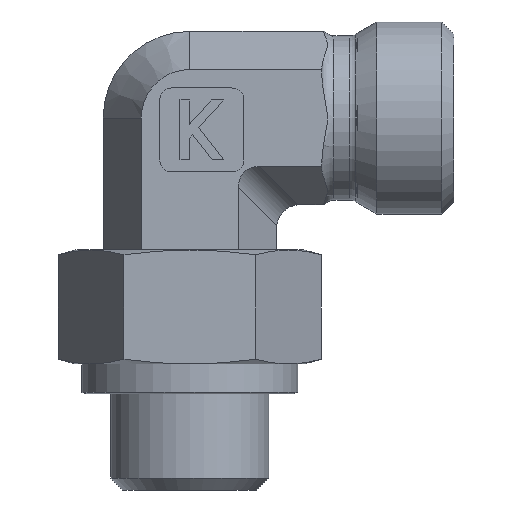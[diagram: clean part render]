
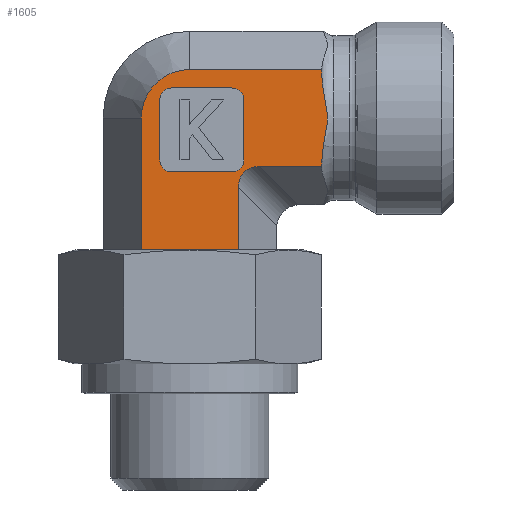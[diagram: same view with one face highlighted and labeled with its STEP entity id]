
A CAD part, left-side view. The second image highlights one B-rep face of the part: STEP entity #1605.
In plain terms, the highlighted planar face has unit normal (-1, 0, 0).
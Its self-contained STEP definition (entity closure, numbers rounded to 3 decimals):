
#387=CARTESIAN_POINT('',(-7.,4.041,1.));
#388=VERTEX_POINT('',#387);
#389=CARTESIAN_POINT('',(-7.,0.,1.));
#390=VERTEX_POINT('',#389);
#391=CARTESIAN_POINT('',(-7.,4.041,1.));
#392=DIRECTION('',(0.0,-1.0,0.0));
#393=VECTOR('',#392,4.041);
#394=LINE('',#391,#393);
#395=EDGE_CURVE('',#388,#390,#394,.T.);
#418=CARTESIAN_POINT('',(-7.,-4.041,1.));
#419=VERTEX_POINT('',#418);
#428=CARTESIAN_POINT('',(-7.,0.,1.));
#429=DIRECTION('',(0.0,-1.0,0.0));
#430=VECTOR('',#429,4.041);
#431=LINE('',#428,#430);
#432=EDGE_CURVE('',#390,#419,#431,.T.);
#920=CARTESIAN_POINT('',(-7.,-11.,15.553));
#921=VERTEX_POINT('',#920);
#929=CARTESIAN_POINT('',(-7.,-11.,8.447));
#930=VERTEX_POINT('',#929);
#931=CARTESIAN_POINT('',(-7.,-11.,8.447));
#932=CARTESIAN_POINT('',(-7.,-11.,8.846));
#933=CARTESIAN_POINT('',(-7.,-11.058,9.322));
#934=CARTESIAN_POINT('',(-7.,-11.25,10.431));
#935=CARTESIAN_POINT('',(-7.,-11.473,11.273));
#936=CARTESIAN_POINT('',(-7.,-11.473,12.727));
#937=CARTESIAN_POINT('',(-7.,-11.25,13.569));
#938=CARTESIAN_POINT('',(-7.,-11.058,14.678));
#939=CARTESIAN_POINT('',(-7.,-11.,15.154));
#940=CARTESIAN_POINT('',(-7.,-11.,15.553));
#941=B_SPLINE_CURVE_WITH_KNOTS('',3,(#931,#932,#933,#934,#935,#936,#937,#938,#939,#940),.UNSPECIFIED.,.F.,.U.,(4,2,2,2,4),(0.775,0.894,1.112,1.33,1.45),.UNSPECIFIED.);
#942=EDGE_CURVE('',#930,#921,#941,.T.);
#1405=CARTESIAN_POINT('',(-7.,0.,16.041));
#1406=VERTEX_POINT('',#1405);
#1413=CARTESIAN_POINT('',(-7.,-11.,16.041));
#1414=VERTEX_POINT('',#1413);
#1415=CARTESIAN_POINT('',(-7.,0.,16.041));
#1416=DIRECTION('',(0.0,-1.0,0.0));
#1417=VECTOR('',#1416,11.0);
#1418=LINE('',#1415,#1417);
#1419=EDGE_CURVE('',#1406,#1414,#1418,.T.);
#1436=CARTESIAN_POINT('',(-7.,-11.,7.959));
#1437=VERTEX_POINT('',#1436);
#1444=CARTESIAN_POINT('',(-7.,-5.774,7.959));
#1445=VERTEX_POINT('',#1444);
#1446=CARTESIAN_POINT('',(-7.,-5.774,7.959));
#1447=DIRECTION('',(0.0,-1.0,0.0));
#1448=VECTOR('',#1447,5.226);
#1449=LINE('',#1446,#1448);
#1450=EDGE_CURVE('',#1445,#1437,#1449,.T.);
#1481=CARTESIAN_POINT('',(-7.,-4.041,0.0));
#1482=DIRECTION('',(-1.0,0.0,0.0));
#1483=DIRECTION('',(0.0,0.0,1.0));
#1484=AXIS2_PLACEMENT_3D('',#1481,#1482,#1483);
#1485=PLANE('',#1484);
#1486=ORIENTED_EDGE('',*,*,#432,.T.);
#1487=CARTESIAN_POINT('',(-7.,-4.041,6.226));
#1488=VERTEX_POINT('',#1487);
#1489=CARTESIAN_POINT('',(-7.,-4.041,1.));
#1490=DIRECTION('',(0.0,0.0,1.0));
#1491=VECTOR('',#1490,5.226);
#1492=LINE('',#1489,#1491);
#1493=EDGE_CURVE('',#419,#1488,#1492,.T.);
#1494=ORIENTED_EDGE('',*,*,#1493,.T.);
#1495=CARTESIAN_POINT('',(-7.,-6.351,5.649));
#1496=DIRECTION('',(-1.0,0.0,0.0));
#1497=DIRECTION('',(0.0,0.707,0.707));
#1498=AXIS2_PLACEMENT_3D('',#1495,#1496,#1497);
#1499=ELLIPSE('',#1498,2.582,2.0);
#1500=EDGE_CURVE('',#1445,#1488,#1499,.T.);
#1501=ORIENTED_EDGE('',*,*,#1500,.F.);
#1502=ORIENTED_EDGE('',*,*,#1450,.T.);
#1503=CARTESIAN_POINT('',(-7.,-11.,7.959));
#1504=DIRECTION('',(0.0,0.0,1.0));
#1505=VECTOR('',#1504,0.489);
#1506=LINE('',#1503,#1505);
#1507=EDGE_CURVE('',#1437,#930,#1506,.T.);
#1508=ORIENTED_EDGE('',*,*,#1507,.T.);
#1509=ORIENTED_EDGE('',*,*,#942,.T.);
#1510=CARTESIAN_POINT('',(-7.,-11.,15.553));
#1511=DIRECTION('',(0.0,0.0,1.0));
#1512=VECTOR('',#1511,0.489);
#1513=LINE('',#1510,#1512);
#1514=EDGE_CURVE('',#921,#1414,#1513,.T.);
#1515=ORIENTED_EDGE('',*,*,#1514,.T.);
#1516=ORIENTED_EDGE('',*,*,#1419,.F.);
#1517=CARTESIAN_POINT('',(-7.,4.041,12.));
#1518=VERTEX_POINT('',#1517);
#1519=CARTESIAN_POINT('',(-7.,0.,12.));
#1520=DIRECTION('',(-1.0,0.0,0.0));
#1521=DIRECTION('',(0.0,0.0,1.0));
#1522=AXIS2_PLACEMENT_3D('',#1519,#1520,#1521);
#1523=CIRCLE('',#1522,4.041);
#1524=EDGE_CURVE('',#1406,#1518,#1523,.T.);
#1525=ORIENTED_EDGE('',*,*,#1524,.T.);
#1526=CARTESIAN_POINT('',(-7.,4.041,1.));
#1527=DIRECTION('',(0.0,0.0,1.0));
#1528=VECTOR('',#1527,11.);
#1529=LINE('',#1526,#1528);
#1530=EDGE_CURVE('',#388,#1518,#1529,.T.);
#1531=ORIENTED_EDGE('',*,*,#1530,.F.);
#1532=ORIENTED_EDGE('',*,*,#395,.T.);
#1533=EDGE_LOOP('',(#1486,#1494,#1501,#1502,#1508,#1509,#1515,#1516,#1525,#1531,#1532));
#1534=FACE_OUTER_BOUND('',#1533,.T.);
#1535=CARTESIAN_POINT('',(-7.,-3.5,7.5));
#1536=VERTEX_POINT('',#1535);
#1537=CARTESIAN_POINT('',(-7.,1.5,7.5));
#1538=VERTEX_POINT('',#1537);
#1539=CARTESIAN_POINT('',(-7.,-3.5,7.5));
#1540=DIRECTION('',(0.0,1.0,0.0));
#1541=VECTOR('',#1540,5.);
#1542=LINE('',#1539,#1541);
#1543=EDGE_CURVE('',#1536,#1538,#1542,.T.);
#1544=ORIENTED_EDGE('',*,*,#1543,.T.);
#1545=CARTESIAN_POINT('',(-7.,2.5,8.5));
#1546=VERTEX_POINT('',#1545);
#1547=CARTESIAN_POINT('',(-7.,1.5,8.5));
#1548=DIRECTION('',(-1.0,0.0,0.0));
#1549=DIRECTION('',(0.0,0.707,-0.707));
#1550=AXIS2_PLACEMENT_3D('',#1547,#1548,#1549);
#1551=CIRCLE('',#1550,1.0);
#1552=EDGE_CURVE('',#1546,#1538,#1551,.T.);
#1553=ORIENTED_EDGE('',*,*,#1552,.F.);
#1554=CARTESIAN_POINT('',(-7.,2.5,13.5));
#1555=VERTEX_POINT('',#1554);
#1556=CARTESIAN_POINT('',(-7.,2.5,8.5));
#1557=DIRECTION('',(0.0,0.0,1.0));
#1558=VECTOR('',#1557,5.);
#1559=LINE('',#1556,#1558);
#1560=EDGE_CURVE('',#1546,#1555,#1559,.T.);
#1561=ORIENTED_EDGE('',*,*,#1560,.T.);
#1562=CARTESIAN_POINT('',(-7.,1.5,14.5));
#1563=VERTEX_POINT('',#1562);
#1564=CARTESIAN_POINT('',(-7.,1.5,13.5));
#1565=DIRECTION('',(-1.0,0.0,0.0));
#1566=DIRECTION('',(0.0,0.707,0.707));
#1567=AXIS2_PLACEMENT_3D('',#1564,#1565,#1566);
#1568=CIRCLE('',#1567,1.0);
#1569=EDGE_CURVE('',#1563,#1555,#1568,.T.);
#1570=ORIENTED_EDGE('',*,*,#1569,.F.);
#1571=CARTESIAN_POINT('',(-7.,-3.5,14.5));
#1572=VERTEX_POINT('',#1571);
#1573=CARTESIAN_POINT('',(-7.,1.5,14.5));
#1574=DIRECTION('',(0.0,-1.0,0.0));
#1575=VECTOR('',#1574,5.);
#1576=LINE('',#1573,#1575);
#1577=EDGE_CURVE('',#1563,#1572,#1576,.T.);
#1578=ORIENTED_EDGE('',*,*,#1577,.T.);
#1579=CARTESIAN_POINT('',(-7.,-4.5,13.5));
#1580=VERTEX_POINT('',#1579);
#1581=CARTESIAN_POINT('',(-7.,-3.5,13.5));
#1582=DIRECTION('',(-1.0,0.0,0.0));
#1583=DIRECTION('',(0.0,-0.707,0.707));
#1584=AXIS2_PLACEMENT_3D('',#1581,#1582,#1583);
#1585=CIRCLE('',#1584,1.0);
#1586=EDGE_CURVE('',#1580,#1572,#1585,.T.);
#1587=ORIENTED_EDGE('',*,*,#1586,.F.);
#1588=CARTESIAN_POINT('',(-7.,-4.5,8.5));
#1589=VERTEX_POINT('',#1588);
#1590=CARTESIAN_POINT('',(-7.,-4.5,13.5));
#1591=DIRECTION('',(0.0,0.0,-1.0));
#1592=VECTOR('',#1591,5.);
#1593=LINE('',#1590,#1592);
#1594=EDGE_CURVE('',#1580,#1589,#1593,.T.);
#1595=ORIENTED_EDGE('',*,*,#1594,.T.);
#1596=CARTESIAN_POINT('',(-7.,-3.5,8.5));
#1597=DIRECTION('',(-1.0,0.0,0.0));
#1598=DIRECTION('',(0.0,-0.707,-0.707));
#1599=AXIS2_PLACEMENT_3D('',#1596,#1597,#1598);
#1600=CIRCLE('',#1599,1.0);
#1601=EDGE_CURVE('',#1536,#1589,#1600,.T.);
#1602=ORIENTED_EDGE('',*,*,#1601,.F.);
#1603=EDGE_LOOP('',(#1544,#1553,#1561,#1570,#1578,#1587,#1595,#1602));
#1604=FACE_BOUND('',#1603,.T.);
#1605=ADVANCED_FACE('',(#1534,#1604),#1485,.T.);
